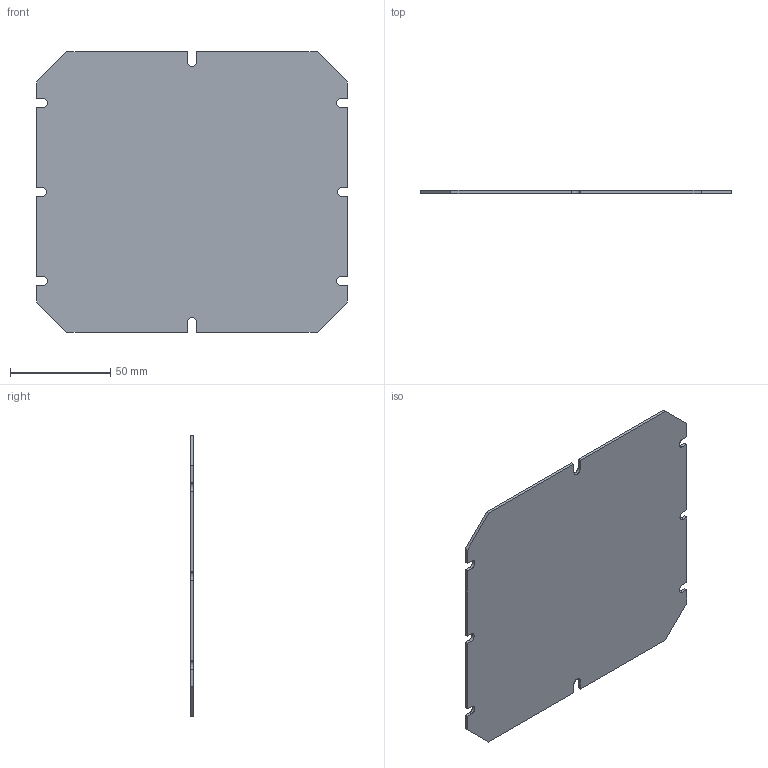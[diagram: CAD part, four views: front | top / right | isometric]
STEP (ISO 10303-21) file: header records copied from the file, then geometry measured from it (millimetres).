
FILE_DESCRIPTION (( 'STEP AP214' ), '1' );
FILE_NAME ('MP2016.STEP', '2010-02-17T07:04:39', ( 'KennethW' ), ( 'FIBOX' ), 'SwSTEP 2.0', 'SolidWorks 2009', '' );
FILE_SCHEMA (( 'AUTOMOTIVE_DESIGN' ));
Length unit declared in the file: millimetre
Products named in the file (1): MP2016
Bounding box: 155 x 1.5 x 140 mm (x, y, z)
Volume: 31597.3 mm3; surface area: 43073.9 mm2
Topology: 1 solids, 1 shells, 43 faces, 123 edges, 82 vertices
Faces by surface type: plane 34, cylinder 9
Entity records: 1429 total; most frequent: CARTESIAN_POINT 249, ORIENTED_EDGE 246, DIRECTION 229, EDGE_CURVE 123, VECTOR 105, LINE 105, VERTEX_POINT 82, AXIS2_PLACEMENT_3D 62
